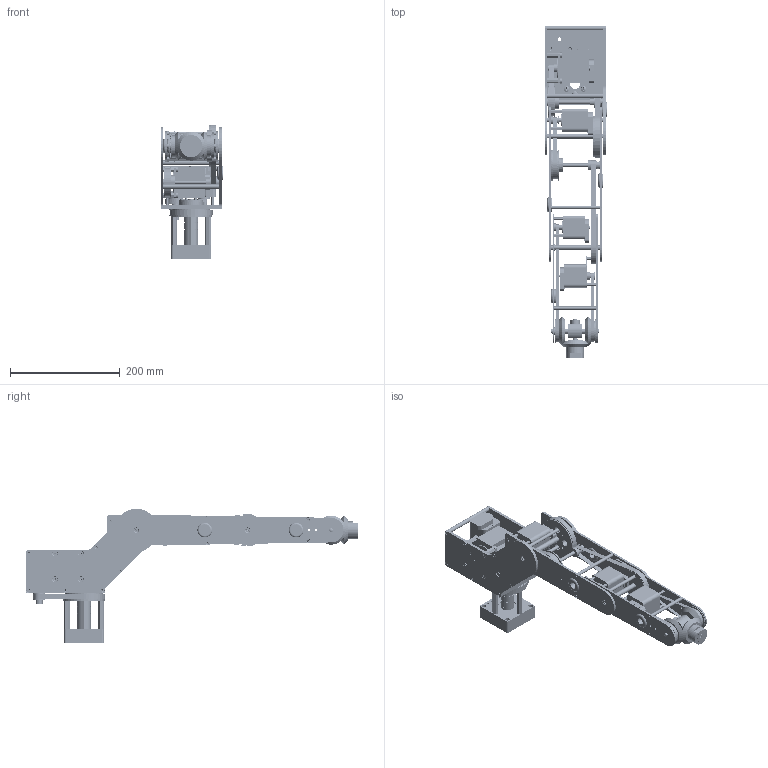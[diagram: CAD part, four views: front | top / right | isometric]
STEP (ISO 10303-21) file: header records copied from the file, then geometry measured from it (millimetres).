
FILE_DESCRIPTION (( 'STEP AP214' ), '1' );
FILE_NAME ('dorna 2.STEP', '2020-12-21T18:32:38', ( '' ), ( '' ), 'SwSTEP 2.0', 'SolidWorks 2018', '' );
FILE_SCHEMA (( 'AUTOMOTIVE_DESIGN' ));
Length unit declared in the file: millimetre
Products named in the file (13): link 2.step; link 1.step; link 4.step; link 3.step; dorna 2; base.step; link 5.step
Assembly tree (6 placements, depth 2):
  link 2.step
  link 1.step
  link 3.step
  dorna 2
    base.step
    link 1.step
    link 2.step
    link 3.step
    link 4.step
    link 5.step
  link 4.step
Bounding box: 114.66 x 605.9 x 245.47 mm (x, y, z)
Volume: 1561730.8 mm3; surface area: 520503.9 mm2
Topology: 6 solids, 114 shells, 5316 faces, 13157 edges, 8314 vertices
Faces by surface type: plane 2637, cylinder 1216, bspline 706, cone 635, torus 98, sphere 24
Entity records: 196883 total; most frequent: CARTESIAN_POINT 40983, ORIENTED_EDGE 26046, DIRECTION 24376, EDGE_CURVE 13023, AXIS2_PLACEMENT_3D 8604, VERTEX_POINT 8314, VECTOR 7168, LINE 7168
